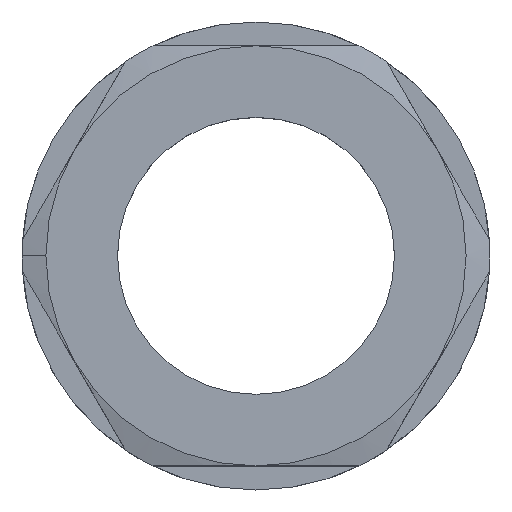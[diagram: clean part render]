
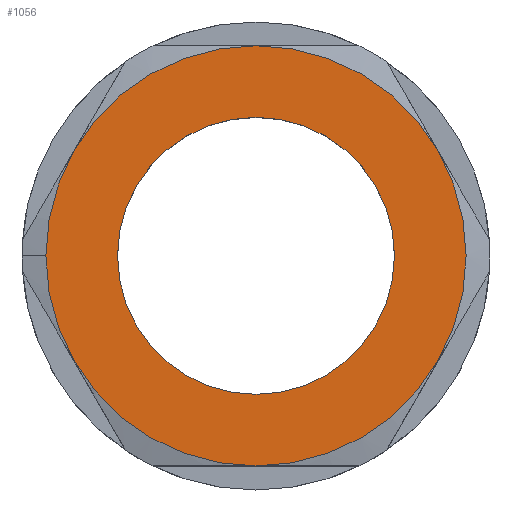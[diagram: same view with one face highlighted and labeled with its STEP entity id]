
A CAD part, top view. The second image highlights one B-rep face of the part: STEP entity #1056.
In plain terms, the highlighted planar face has unit normal (0, 0, 1).
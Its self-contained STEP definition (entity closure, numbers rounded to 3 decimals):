
#15 = VERTEX_POINT ( 'NONE', #918 ) ;
#24 = AXIS2_PLACEMENT_3D ( 'NONE', #509, #505, #503 ) ;
#27 = AXIS2_PLACEMENT_3D ( 'NONE', #520, #519, #518 ) ;
#29 = CIRCLE ( 'NONE', #365, 11. ) ;
#32 = CIRCLE ( 'NONE', #322, 11. ) ;
#66 = CIRCLE ( 'NONE', #224, 11. ) ;
#76 = CIRCLE ( 'NONE', #218, 11. ) ;
#102 = CIRCLE ( 'NONE', #187, 11. ) ;
#109 = CIRCLE ( 'NONE', #144, 7.25 ) ;
#128 = ORIENTED_EDGE ( 'NONE', *, *, #533, .F. ) ;
#144 = AXIS2_PLACEMENT_3D ( 'NONE', #687, #684, #683 ) ;
#187 = AXIS2_PLACEMENT_3D ( 'NONE', #731, #730, #729 ) ;
#194 = CIRCLE ( 'NONE', #27, 7.25 ) ;
#201 = CIRCLE ( 'NONE', #24, 11. ) ;
#218 = AXIS2_PLACEMENT_3D ( 'NONE', #806, #804, #802 ) ;
#224 = AXIS2_PLACEMENT_3D ( 'NONE', #857, #856, #854 ) ;
#239 = CARTESIAN_POINT ( 'NONE',  ( 0., 0., 2.5 ) ) ;
#241 = CARTESIAN_POINT ( 'NONE',  ( -9.526, -5.5, 2.5 ) ) ;
#243 = CARTESIAN_POINT ( 'NONE',  ( 9.526, 5.5, 2.5 ) ) ;
#251 = DIRECTION ( 'NONE',  ( -1., 0., 0. ) ) ;
#254 = FACE_BOUND ( 'NONE', #261, .T. ) ;
#261 = EDGE_LOOP ( 'NONE', ( #999, #338 ) ) ;
#263 = VERTEX_POINT ( 'NONE', #528 ) ;
#265 = DIRECTION ( 'NONE',  ( 0., 0., -1. ) ) ;
#273 = CARTESIAN_POINT ( 'NONE',  ( 9.526, -5.5, 2.5 ) ) ;
#274 = CARTESIAN_POINT ( 'NONE',  ( 0., -11., 2.5 ) ) ;
#322 = AXIS2_PLACEMENT_3D ( 'NONE', #940, #938, #936 ) ;
#326 = DIRECTION ( 'NONE',  ( 1., 0., 0. ) ) ;
#334 = DIRECTION ( 'NONE',  ( 0., 0., 1. ) ) ;
#335 = PLANE ( 'NONE',  #874 ) ;
#338 = ORIENTED_EDGE ( 'NONE', *, *, #978, .F. ) ;
#348 = VERTEX_POINT ( 'NONE', #241 ) ;
#353 = EDGE_CURVE ( 'NONE', #878, #359, #29, .T. ) ;
#354 = FACE_OUTER_BOUND ( 'NONE', #431, .T. ) ;
#357 = CARTESIAN_POINT ( 'NONE',  ( 0., 0., 2.5 ) ) ;
#359 = VERTEX_POINT ( 'NONE', #243 ) ;
#365 = AXIS2_PLACEMENT_3D ( 'NONE', #239, #265, #251 ) ;
#375 = VERTEX_POINT ( 'NONE', #274 ) ;
#413 = DIRECTION ( 'NONE',  ( -1., 0., 0. ) ) ;
#414 = ORIENTED_EDGE ( 'NONE', *, *, #1019, .F. ) ;
#416 = DIRECTION ( 'NONE',  ( 0., 0., -1. ) ) ;
#417 = CARTESIAN_POINT ( 'NONE',  ( 0., 0., 2.5 ) ) ;
#427 = CARTESIAN_POINT ( 'NONE',  ( -9.526, 5.5, 2.5 ) ) ;
#431 = EDGE_LOOP ( 'NONE', ( #873, #542, #1023, #567, #580, #128, #414 ) ) ;
#503 = DIRECTION ( 'NONE',  ( -1., 0., 0. ) ) ;
#505 = DIRECTION ( 'NONE',  ( 0., 0., -1. ) ) ;
#509 = CARTESIAN_POINT ( 'NONE',  ( 0., 0., 2.5 ) ) ;
#518 = DIRECTION ( 'NONE',  ( 1., 0., 0. ) ) ;
#519 = DIRECTION ( 'NONE',  ( 0., 0., 1. ) ) ;
#520 = CARTESIAN_POINT ( 'NONE',  ( 0., 0., 2.5 ) ) ;
#528 = CARTESIAN_POINT ( 'NONE',  ( 7.25, 0., 2.5 ) ) ;
#533 = EDGE_CURVE ( 'NONE', #1077, #375, #32, .T. ) ;
#542 = ORIENTED_EDGE ( 'NONE', *, *, #779, .F. ) ;
#567 = ORIENTED_EDGE ( 'NONE', *, *, #980, .F. ) ;
#580 = ORIENTED_EDGE ( 'NONE', *, *, #598, .F. ) ;
#598 = EDGE_CURVE ( 'NONE', #375, #348, #66, .T. ) ;
#652 = CARTESIAN_POINT ( 'NONE',  ( 0., 11., 2.5 ) ) ;
#683 = DIRECTION ( 'NONE',  ( 1., 0., 0. ) ) ;
#684 = DIRECTION ( 'NONE',  ( 0., 0., 1. ) ) ;
#687 = CARTESIAN_POINT ( 'NONE',  ( 0., 0., 2.5 ) ) ;
#691 = EDGE_CURVE ( 'NONE', #784, #1041, #76, .T. ) ;
#729 = DIRECTION ( 'NONE',  ( -1., 0., 0. ) ) ;
#730 = DIRECTION ( 'NONE',  ( 0., 0., -1. ) ) ;
#731 = CARTESIAN_POINT ( 'NONE',  ( 0., 0., 2.5 ) ) ;
#744 = CARTESIAN_POINT ( 'NONE',  ( -11., 0., 2.5 ) ) ;
#761 = CIRCLE ( 'NONE', #1012, 11. ) ;
#779 = EDGE_CURVE ( 'NONE', #1041, #878, #102, .T. ) ;
#784 = VERTEX_POINT ( 'NONE', #744 ) ;
#802 = DIRECTION ( 'NONE',  ( -1., 0., 0. ) ) ;
#804 = DIRECTION ( 'NONE',  ( 0., 0., -1. ) ) ;
#806 = CARTESIAN_POINT ( 'NONE',  ( 0., 0., 2.5 ) ) ;
#835 = EDGE_CURVE ( 'NONE', #263, #15, #109, .T. ) ;
#854 = DIRECTION ( 'NONE',  ( -1., 0., 0. ) ) ;
#856 = DIRECTION ( 'NONE',  ( 0., 0., -1. ) ) ;
#857 = CARTESIAN_POINT ( 'NONE',  ( 0., 0., 2.5 ) ) ;
#873 = ORIENTED_EDGE ( 'NONE', *, *, #353, .F. ) ;
#874 = AXIS2_PLACEMENT_3D ( 'NONE', #357, #334, #326 ) ;
#878 = VERTEX_POINT ( 'NONE', #652 ) ;
#918 = CARTESIAN_POINT ( 'NONE',  ( -7.25, 0., 2.5 ) ) ;
#936 = DIRECTION ( 'NONE',  ( -1., 0., 0. ) ) ;
#938 = DIRECTION ( 'NONE',  ( 0., 0., -1. ) ) ;
#940 = CARTESIAN_POINT ( 'NONE',  ( 0., 0., 2.5 ) ) ;
#978 = EDGE_CURVE ( 'NONE', #15, #263, #194, .T. ) ;
#980 = EDGE_CURVE ( 'NONE', #348, #784, #201, .T. ) ;
#999 = ORIENTED_EDGE ( 'NONE', *, *, #835, .F. ) ;
#1012 = AXIS2_PLACEMENT_3D ( 'NONE', #417, #416, #413 ) ;
#1019 = EDGE_CURVE ( 'NONE', #359, #1077, #761, .T. ) ;
#1023 = ORIENTED_EDGE ( 'NONE', *, *, #691, .F. ) ;
#1041 = VERTEX_POINT ( 'NONE', #427 ) ;
#1056 = ADVANCED_FACE ( 'NONE', ( #254, #354 ), #335, .T. ) ;
#1077 = VERTEX_POINT ( 'NONE', #273 ) ;
